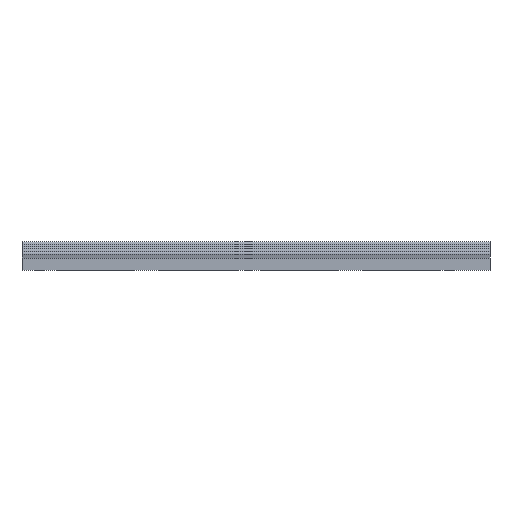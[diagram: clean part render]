
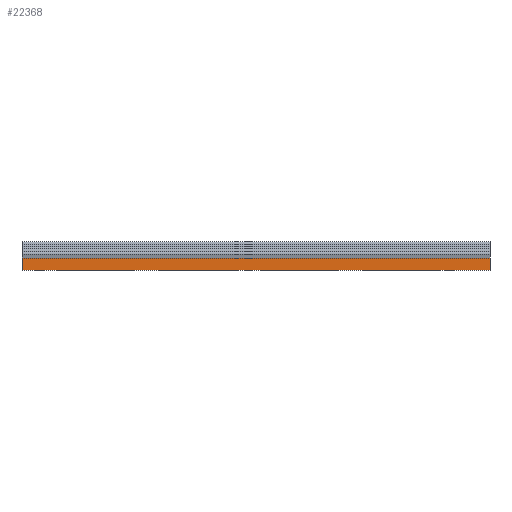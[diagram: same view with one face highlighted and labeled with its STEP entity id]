
A CAD part, left-side view. The second image highlights one B-rep face of the part: STEP entity #22368.
In plain terms, the highlighted planar face has unit normal (-1, 0, 0).
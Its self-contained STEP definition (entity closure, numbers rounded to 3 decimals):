
#1152=FACE_OUTER_BOUND('',#2220,.T.);
#2220=EDGE_LOOP('',(#20229,#20230,#20231,#20232));
#5306=LINE('',#35086,#8460);
#5341=LINE('',#35164,#8495);
#5380=LINE('',#35258,#8534);
#5381=LINE('',#35260,#8535);
#8460=VECTOR('',#28671,10.);
#8495=VECTOR('',#28752,10.);
#8534=VECTOR('',#28859,10.);
#8535=VECTOR('',#28862,10.);
#10626=VERTEX_POINT('',#35083);
#10627=VERTEX_POINT('',#35085);
#10646=VERTEX_POINT('',#35161);
#10647=VERTEX_POINT('',#35163);
#13778=EDGE_CURVE('',#10627,#10626,#5306,.T.);
#13817=EDGE_CURVE('',#10646,#10647,#5341,.T.);
#13864=EDGE_CURVE('',#10647,#10626,#5380,.T.);
#13865=EDGE_CURVE('',#10646,#10627,#5381,.T.);
#20229=ORIENTED_EDGE('',*,*,#13864,.F.);
#20230=ORIENTED_EDGE('',*,*,#13817,.F.);
#20231=ORIENTED_EDGE('',*,*,#13865,.T.);
#20232=ORIENTED_EDGE('',*,*,#13778,.T.);
#21303=PLANE('',#23491);
#22368=ADVANCED_FACE('',(#1152),#21303,.T.);
#23491=AXIS2_PLACEMENT_3D('',#35259,#28860,#28861);
#28671=DIRECTION('',(0.,0.,1.));
#28752=DIRECTION('',(0.,0.,1.));
#28859=DIRECTION('',(0.,-1.,0.));
#28860=DIRECTION('center_axis',(-1.,0.,0.));
#28861=DIRECTION('ref_axis',(0.,-1.,0.));
#28862=DIRECTION('',(0.,-1.,0.));
#35083=CARTESIAN_POINT('',(-123.787,771.947,143.747));
#35085=CARTESIAN_POINT('',(-123.787,771.947,140.));
#35086=CARTESIAN_POINT('',(-123.787,771.947,140.));
#35161=CARTESIAN_POINT('',(-123.787,917.947,140.));
#35163=CARTESIAN_POINT('',(-123.787,917.947,143.747));
#35164=CARTESIAN_POINT('',(-123.787,917.947,140.));
#35258=CARTESIAN_POINT('',(-123.787,881.447,143.747));
#35259=CARTESIAN_POINT('Origin',(-123.787,917.947,140.));
#35260=CARTESIAN_POINT('',(-123.787,917.947,140.));
